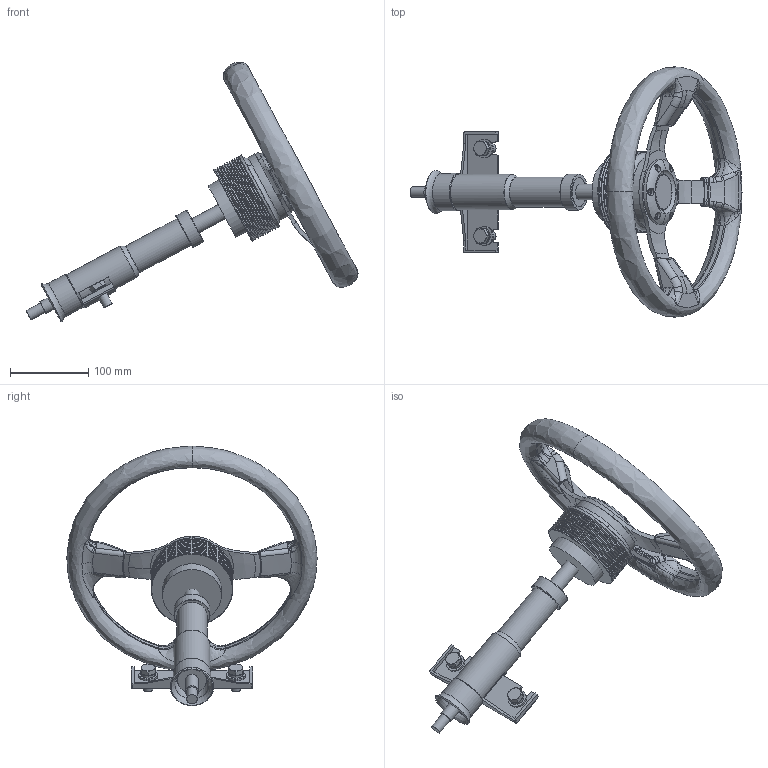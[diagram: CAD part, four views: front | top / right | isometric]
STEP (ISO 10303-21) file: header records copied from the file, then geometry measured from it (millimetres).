
FILE_DESCRIPTION(/* description */ (''),/* implementation_level */ '2;1');
FILE_NAME(/* name */ 'PIANTONE_STERZO_2_ASM.stp',/* time_stamp */ '2016-06-02T11:03:30+02:00',/* author */ (''),/* organization */ (''),/* preprocessor_version */ 'ST-DEVELOPER v16.5',/* originating_system */ 'Autodesk Translation Framework v5.0.0.3310',/* authorisation */ '');
FILE_SCHEMA (('AUTOMOTIVE_DESIGN { 1 0 10303 214 3 1 1 }'));
Length unit declared in the file: centimetre
Products named in the file (13): PIANTONE_STERZO_2_ASM; ANGIA129K93R__ASM; MANIFOLD_SOLID_BREP_497_; MANIFOLD_SOLID_BREP_498_; MANIFOLD_SOLID_BREP_500_; MANIFOLD_SOLID_BREP_503_; MANIFOLD_SOLID_BREP_505_; MANIFOLD_SOLID_BREP_509_; MANIFOLD_SOLID_BREP_514_; MANIFOLD_SOLID_BREP_517_; MANIFOLD_SOLID_BREP_518_; MANIFOLD_SOLID_BREP_520_; MANIFOLD_SOLID_BREP_522_
Assembly tree (12 placements, depth 3):
  PIANTONE_STERZO_2_ASM
    ANGIA129K93R__ASM
      MANIFOLD_SOLID_BREP_497_
      MANIFOLD_SOLID_BREP_498_
      MANIFOLD_SOLID_BREP_500_
      MANIFOLD_SOLID_BREP_503_
      MANIFOLD_SOLID_BREP_505_
      MANIFOLD_SOLID_BREP_509_
      MANIFOLD_SOLID_BREP_514_
      MANIFOLD_SOLID_BREP_517_
      MANIFOLD_SOLID_BREP_518_
      MANIFOLD_SOLID_BREP_520_
      MANIFOLD_SOLID_BREP_522_
Bounding box: 424.37 x 320 x 331.64 mm (x, y, z)
Volume: 1622405.3 mm3; surface area: 287803.6 mm2
Topology: 11 solids, 11 shells, 662 faces, 1662 edges, 1062 vertices
Faces by surface type: plane 227, cylinder 185, bspline 109, cone 81, torus 58, sphere 2
Full cylindrical faces by diameter (mm): 4 x12, 5 x6, 6 x6, 9.5 x6, 12 x3, 12.2 x2, 13.448 x1, 13.5 x2, 16 x1, 16.5 x1, 18.4 x2, 20 x1, 24 x2, 25 x1, 35 x1, 37 x2, 38 x1, 38.4 x1, 41.4 x1, 42 x1, 44 x1, 45 x1, 45.4 x1, 46 x2, 48 x1, 50 x1, 55 x1, 56 x1, 57 x1, 61 x1
Entity records: 27944 total; most frequent: CARTESIAN_POINT 12948, DIRECTION 3055, ORIENTED_EDGE 3020, EDGE_CURVE 1510, AXIS2_PLACEMENT_3D 1293, VERTEX_POINT 1023, EDGE_LOOP 859, CIRCLE 693
